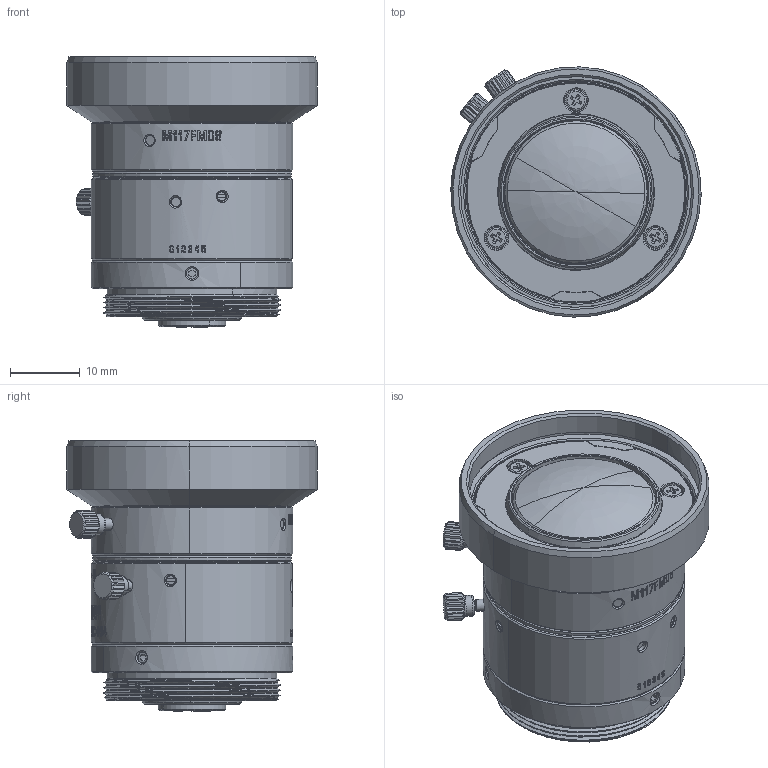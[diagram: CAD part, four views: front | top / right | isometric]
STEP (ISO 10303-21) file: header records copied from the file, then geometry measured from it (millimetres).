
FILE_DESCRIPTION(('CATIA V5 STEP Exchange'),'2;1');
FILE_NAME('EEC01E0000-070-EEC01E0000(M117FM06).stp','2024-08-20T02:14:01+00:00',('none'),('none'),'CATIA Version 5-6 Release 2017 SP5 HF45','CATIA V5 STEP AP203','none');
FILE_SCHEMA(('CONFIG_CONTROL_DESIGN'));
Length unit declared in the file: millimetre
Products named in the file (1): M117FM06
Bounding box: 35.99 x 35.99 x 38.9 mm (x, y, z)
Volume: 24040.3 mm3; surface area: 7400.3 mm2
Topology: 1 solids, 1 shells, 2430 faces, 6806 edges, 4494 vertices
Faces by surface type: bspline 1730, plane 221, cylinder 177, cone 110, extrusion 108, torus 74, revolution 8, sphere 2
Entity records: 123188 total; most frequent: CARTESIAN_POINT 77691, ORIENTED_EDGE 13600, EDGE_CURVE 6800, B_SPLINE_CURVE_WITH_KNOTS 5662, VERTEX_POINT 4494, EDGE_LOOP 2552, ADVANCED_FACE 2430, FACE_OUTER_BOUND 2430
